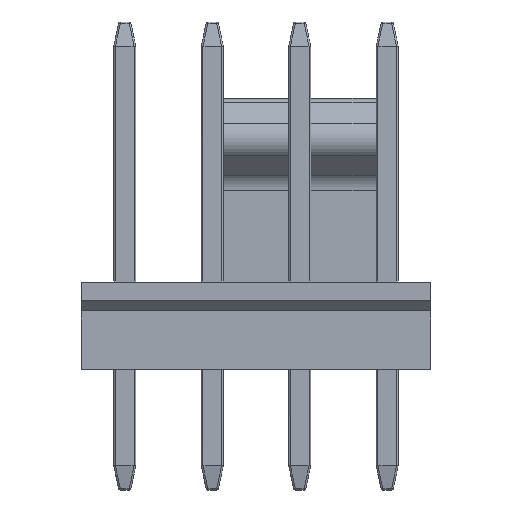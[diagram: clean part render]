
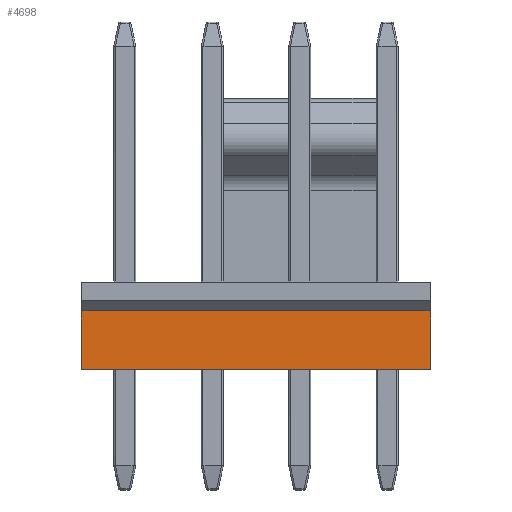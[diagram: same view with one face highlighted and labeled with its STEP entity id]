
A CAD part, front view. The second image highlights one B-rep face of the part: STEP entity #4698.
In plain terms, the highlighted planar face has unit normal (0, -1, 0).
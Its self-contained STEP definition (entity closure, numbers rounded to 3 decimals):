
#956 = ORIENTED_EDGE ( 'NONE', *, *, #9009, .T. ) ;
#1274 = ORIENTED_EDGE ( 'NONE', *, *, #11230, .F. ) ;
#1699 = LINE ( 'NONE', #3695, #6639 ) ;
#2901 = CARTESIAN_POINT ( 'NONE',  ( 5.08, -2.54, 1.7 ) ) ;
#3541 = CARTESIAN_POINT ( 'NONE',  ( -5.08, -2.54, 1.7 ) ) ;
#3695 = CARTESIAN_POINT ( 'NONE',  ( 5.08, -2.54, 1.7 ) ) ;
#4508 = PLANE ( 'NONE',  #17142 ) ;
#4634 = VECTOR ( 'NONE', #8865, 1000. ) ;
#4698 = ADVANCED_FACE ( 'NONE', ( #8105 ), #4508, .F. ) ;
#6316 = DIRECTION ( 'NONE',  ( 0., 0., 1. ) ) ;
#6557 = CARTESIAN_POINT ( 'NONE',  ( 5.08, -2.54, 0. ) ) ;
#6639 = VECTOR ( 'NONE', #6794, 1000. ) ;
#6794 = DIRECTION ( 'NONE',  ( 0., 0., -1. ) ) ;
#8105 = FACE_OUTER_BOUND ( 'NONE', #18159, .T. ) ;
#8819 = CARTESIAN_POINT ( 'NONE',  ( -5.08, -2.54, 1.7 ) ) ;
#8865 = DIRECTION ( 'NONE',  ( -1., 0., 0. ) ) ;
#9009 = EDGE_CURVE ( 'NONE', #19051, #12222, #19345, .T. ) ;
#9184 = ORIENTED_EDGE ( 'NONE', *, *, #20543, .T. ) ;
#10124 = ORIENTED_EDGE ( 'NONE', *, *, #19793, .F. ) ;
#11091 = DIRECTION ( 'NONE',  ( 0., 1., 0. ) ) ;
#11230 = EDGE_CURVE ( 'NONE', #16731, #12222, #13016, .T. ) ;
#12141 = LINE ( 'NONE', #15229, #4634 ) ;
#12222 = VERTEX_POINT ( 'NONE', #18267 ) ;
#13016 = LINE ( 'NONE', #6557, #14115 ) ;
#13912 = VERTEX_POINT ( 'NONE', #14622 ) ;
#14115 = VECTOR ( 'NONE', #14428, 1000. ) ;
#14428 = DIRECTION ( 'NONE',  ( -1., 0., 0. ) ) ;
#14593 = DIRECTION ( 'NONE',  ( 0., 0., -1. ) ) ;
#14622 = CARTESIAN_POINT ( 'NONE',  ( 5.08, -2.54, 1.7 ) ) ;
#15032 = VECTOR ( 'NONE', #14593, 1000. ) ;
#15229 = CARTESIAN_POINT ( 'NONE',  ( 5.08, -2.54, 1.7 ) ) ;
#16731 = VERTEX_POINT ( 'NONE', #19862 ) ;
#17142 = AXIS2_PLACEMENT_3D ( 'NONE', #2901, #11091, #6316 ) ;
#18159 = EDGE_LOOP ( 'NONE', ( #956, #1274, #10124, #9184 ) ) ;
#18267 = CARTESIAN_POINT ( 'NONE',  ( -5.08, -2.54, 0. ) ) ;
#19051 = VERTEX_POINT ( 'NONE', #8819 ) ;
#19345 = LINE ( 'NONE', #3541, #15032 ) ;
#19793 = EDGE_CURVE ( 'NONE', #13912, #16731, #1699, .T. ) ;
#19862 = CARTESIAN_POINT ( 'NONE',  ( 5.08, -2.54, 0. ) ) ;
#20543 = EDGE_CURVE ( 'NONE', #13912, #19051, #12141, .T. ) ;
